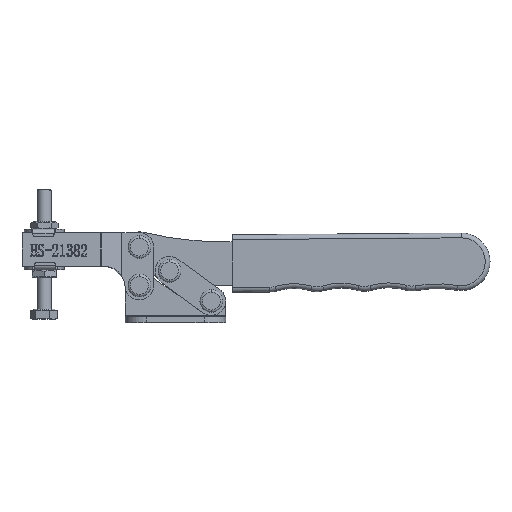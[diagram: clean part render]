
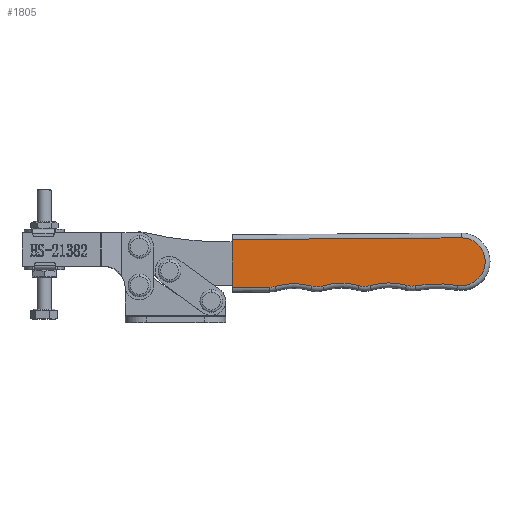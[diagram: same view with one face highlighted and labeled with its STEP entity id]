
A CAD part, top view. The second image highlights one B-rep face of the part: STEP entity #1805.
In plain terms, the highlighted planar face has unit normal (0, 0, 1).
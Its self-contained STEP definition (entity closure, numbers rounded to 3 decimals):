
#1334 = CARTESIAN_POINT ( 'NONE',  ( 95.5, 12., 8. ) ) ;
#1339 = PLANE ( 'NONE',  #26858 ) ;
#1342 = DIRECTION ( 'NONE',  ( 0., 0., -1. ) ) ;
#1343 = DIRECTION ( 'NONE',  ( -1., 0., 0. ) ) ;
#1805 = ADVANCED_FACE ( 'NONE', ( #19356 ), #1339, .F. ) ;
#2967 = CARTESIAN_POINT ( 'NONE',  ( 72.637, 2.327, 8. ) ) ;
#2971 = CARTESIAN_POINT ( 'NONE',  ( 33.037, 2.327, 8. ) ) ;
#2974 = CARTESIAN_POINT ( 'NONE',  ( 15.5, 2., 8. ) ) ;
#2975 = CARTESIAN_POINT ( 'NONE',  ( 93.825, 2.141, 8. ) ) ;
#2983 = CARTESIAN_POINT ( 'NONE',  ( 17.763, 2.327, 8. ) ) ;
#2991 = CARTESIAN_POINT ( 'NONE',  ( 37.563, 2.327, 8. ) ) ;
#2992 = CARTESIAN_POINT ( 'NONE',  ( 95.5, 22., 8. ) ) ;
#2997 = CARTESIAN_POINT ( 'NONE',  ( 52.837, 2.327, 8. ) ) ;
#3000 = CARTESIAN_POINT ( 'NONE',  ( 76.262, 2.117, 8. ) ) ;
#3004 = CARTESIAN_POINT ( 'NONE',  ( 57.363, 2.327, 8. ) ) ;
#3005 = CARTESIAN_POINT ( 'NONE',  ( 0., 22., 8. ) ) ;
#3017 = CARTESIAN_POINT ( 'NONE',  ( 0., 2., 8. ) ) ;
#3178 = CARTESIAN_POINT ( 'NONE',  ( 0., 0., 8. ) ) ;
#3179 = DIRECTION ( 'NONE',  ( 0., -1., 0. ) ) ;
#4693 = AXIS2_PLACEMENT_3D ( 'NONE', #22280, #22281, #22282 ) ;
#4705 = AXIS2_PLACEMENT_3D ( 'NONE', #22336, #22337, #22338 ) ;
#4706 = AXIS2_PLACEMENT_3D ( 'NONE', #22339, #22340, #22341 ) ;
#4709 = AXIS2_PLACEMENT_3D ( 'NONE', #22350, #22351, #22352 ) ;
#4710 = AXIS2_PLACEMENT_3D ( 'NONE', #22353, #22354, #22355 ) ;
#4714 = AXIS2_PLACEMENT_3D ( 'NONE', #22370, #22371, #22372 ) ;
#4720 = AXIS2_PLACEMENT_3D ( 'NONE', #22397, #22398, #22399 ) ;
#4723 = AXIS2_PLACEMENT_3D ( 'NONE', #22423, #22424, #22425 ) ;
#4728 = AXIS2_PLACEMENT_3D ( 'NONE', #22449, #22450, #22451 ) ;
#8841 = ORIENTED_EDGE ( 'NONE', *, *, #11696, .T. ) ;
#8842 = ORIENTED_EDGE ( 'NONE', *, *, #12038, .T. ) ;
#8843 = ORIENTED_EDGE ( 'NONE', *, *, #12112, .T. ) ;
#8844 = ORIENTED_EDGE ( 'NONE', *, *, #12117, .T. ) ;
#8845 = ORIENTED_EDGE ( 'NONE', *, *, #12114, .T. ) ;
#8846 = ORIENTED_EDGE ( 'NONE', *, *, #12124, .T. ) ;
#8847 = ORIENTED_EDGE ( 'NONE', *, *, #12118, .T. ) ;
#8848 = ORIENTED_EDGE ( 'NONE', *, *, #12142, .T. ) ;
#8849 = ORIENTED_EDGE ( 'NONE', *, *, #12150, .T. ) ;
#8850 = ORIENTED_EDGE ( 'NONE', *, *, #12133, .T. ) ;
#8851 = ORIENTED_EDGE ( 'NONE', *, *, #12092, .T. ) ;
#8852 = ORIENTED_EDGE ( 'NONE', *, *, #12087, .T. ) ;
#11100 = EDGE_LOOP ( 'NONE', ( #8841, #8842, #8843, #8844, #8845, #8846, #8847, #8848, #8849, #8850, #8851, #8852 ) ) ;
#11158 = VERTEX_POINT ( 'NONE', #2971 ) ;
#11161 = VERTEX_POINT ( 'NONE', #2967 ) ;
#11162 = VERTEX_POINT ( 'NONE', #2974 ) ;
#11164 = VERTEX_POINT ( 'NONE', #2975 ) ;
#11172 = VERTEX_POINT ( 'NONE', #2983 ) ;
#11180 = VERTEX_POINT ( 'NONE', #2991 ) ;
#11181 = VERTEX_POINT ( 'NONE', #2992 ) ;
#11186 = VERTEX_POINT ( 'NONE', #2997 ) ;
#11189 = VERTEX_POINT ( 'NONE', #3000 ) ;
#11193 = VERTEX_POINT ( 'NONE', #3004 ) ;
#11194 = VERTEX_POINT ( 'NONE', #3005 ) ;
#11206 = VERTEX_POINT ( 'NONE', #3017 ) ;
#11696 = EDGE_CURVE ( 'NONE', #11194, #11206, #19886, .T. ) ;
#12038 = EDGE_CURVE ( 'NONE', #11206, #11162, #20908, .T. ) ;
#12087 = EDGE_CURVE ( 'NONE', #11181, #11194, #20979, .T. ) ;
#12092 = EDGE_CURVE ( 'NONE', #11164, #11181, #20987, .T. ) ;
#12112 = EDGE_CURVE ( 'NONE', #11162, #11172, #21011, .T. ) ;
#12114 = EDGE_CURVE ( 'NONE', #11158, #11180, #21015, .T. ) ;
#12117 = EDGE_CURVE ( 'NONE', #11172, #11158, #21018, .T. ) ;
#12118 = EDGE_CURVE ( 'NONE', #11186, #11193, #21020, .T. ) ;
#12124 = EDGE_CURVE ( 'NONE', #11180, #11186, #21024, .T. ) ;
#12133 = EDGE_CURVE ( 'NONE', #11189, #11164, #21032, .T. ) ;
#12142 = EDGE_CURVE ( 'NONE', #11193, #11161, #21048, .T. ) ;
#12150 = EDGE_CURVE ( 'NONE', #11161, #11189, #21054, .T. ) ;
#19356 = FACE_OUTER_BOUND ( 'NONE', #11100, .T. ) ;
#19886 = LINE ( 'NONE', #3178, #19892 ) ;
#19892 = VECTOR ( 'NONE', #3179, 1000. ) ;
#20908 = LINE ( 'NONE', #22088, #20910 ) ;
#20910 = VECTOR ( 'NONE', #22076, 1000. ) ;
#20979 = LINE ( 'NONE', #22262, #20981 ) ;
#20981 = VECTOR ( 'NONE', #22263, 1000. ) ;
#20987 = CIRCLE ( 'NONE', #4693, 10. ) ;
#21011 = CIRCLE ( 'NONE', #4705, 8. ) ;
#21015 = CIRCLE ( 'NONE', #4706, 8. ) ;
#21018 = CIRCLE ( 'NONE', #4709, 27. ) ;
#21020 = CIRCLE ( 'NONE', #4710, 8. ) ;
#21024 = CIRCLE ( 'NONE', #4714, 27. ) ;
#21032 = CIRCLE ( 'NONE', #4720, 52. ) ;
#21048 = CIRCLE ( 'NONE', #4723, 27. ) ;
#21054 = CIRCLE ( 'NONE', #4728, 8. ) ;
#22076 = DIRECTION ( 'NONE',  ( 1., 0., 0. ) ) ;
#22088 = CARTESIAN_POINT ( 'NONE',  ( 95.5, 2., 8. ) ) ;
#22262 = CARTESIAN_POINT ( 'NONE',  ( 95.5, 22., 8. ) ) ;
#22263 = DIRECTION ( 'NONE',  ( -1., 0., 0. ) ) ;
#22280 = CARTESIAN_POINT ( 'NONE',  ( 95.5, 12., 8. ) ) ;
#22281 = DIRECTION ( 'NONE',  ( 0., 0., 1. ) ) ;
#22282 = DIRECTION ( 'NONE',  ( -1., 0., 0. ) ) ;
#22336 = CARTESIAN_POINT ( 'NONE',  ( 15.5, 10., 8. ) ) ;
#22337 = DIRECTION ( 'NONE',  ( 0., 0., 1. ) ) ;
#22338 = DIRECTION ( 'NONE',  ( -1., 0., 0. ) ) ;
#22339 = CARTESIAN_POINT ( 'NONE',  ( 35.3, 10., 8. ) ) ;
#22340 = DIRECTION ( 'NONE',  ( 0., 0., 1. ) ) ;
#22341 = DIRECTION ( 'NONE',  ( -1., 0., 0. ) ) ;
#22350 = CARTESIAN_POINT ( 'NONE',  ( 25.4, -23.571, 8. ) ) ;
#22351 = DIRECTION ( 'NONE',  ( 0., 0., -1. ) ) ;
#22352 = DIRECTION ( 'NONE',  ( -1., 0., 0. ) ) ;
#22353 = CARTESIAN_POINT ( 'NONE',  ( 55.1, 10., 8. ) ) ;
#22354 = DIRECTION ( 'NONE',  ( 0., 0., 1. ) ) ;
#22355 = DIRECTION ( 'NONE',  ( -1., 0., 0. ) ) ;
#22370 = CARTESIAN_POINT ( 'NONE',  ( 45.2, -23.571, 8. ) ) ;
#22371 = DIRECTION ( 'NONE',  ( 0., 0., -1. ) ) ;
#22372 = DIRECTION ( 'NONE',  ( -1., 0., 0. ) ) ;
#22397 = CARTESIAN_POINT ( 'NONE',  ( 85.115, -49.124, 8. ) ) ;
#22398 = DIRECTION ( 'NONE',  ( 0., 0., -1. ) ) ;
#22399 = DIRECTION ( 'NONE',  ( -1., 0., 0. ) ) ;
#22423 = CARTESIAN_POINT ( 'NONE',  ( 65., -23.571, 8. ) ) ;
#22424 = DIRECTION ( 'NONE',  ( 0., 0., -1. ) ) ;
#22425 = DIRECTION ( 'NONE',  ( -1., 0., 0. ) ) ;
#22449 = CARTESIAN_POINT ( 'NONE',  ( 74.9, 10., 8. ) ) ;
#22450 = DIRECTION ( 'NONE',  ( 0., 0., 1. ) ) ;
#22451 = DIRECTION ( 'NONE',  ( -1., 0., 0. ) ) ;
#26858 = AXIS2_PLACEMENT_3D ( 'NONE', #1334, #1342, #1343 ) ;
